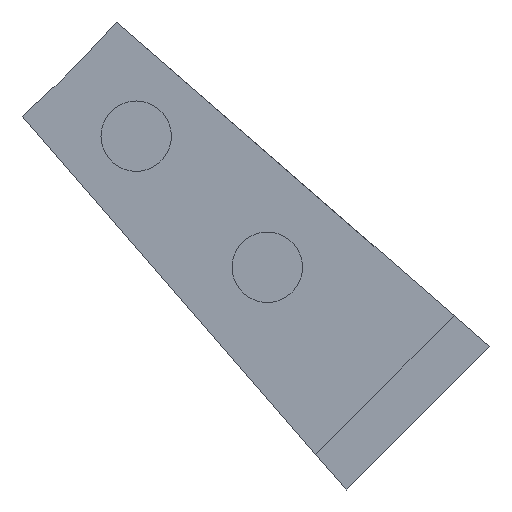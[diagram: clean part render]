
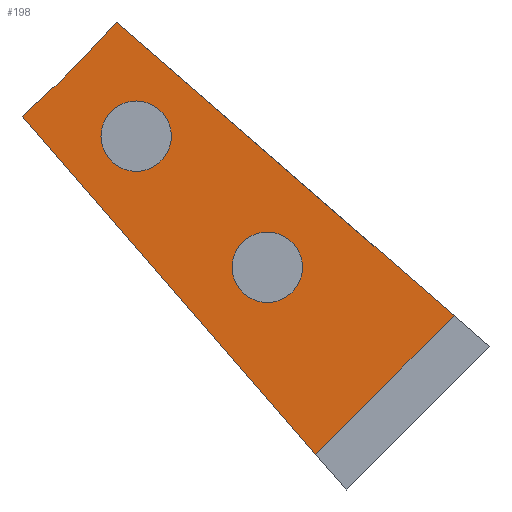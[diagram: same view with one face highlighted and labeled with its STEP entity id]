
A CAD part, front view. The second image highlights one B-rep face of the part: STEP entity #198.
In plain terms, the highlighted planar face has unit normal (0, -1, 0).
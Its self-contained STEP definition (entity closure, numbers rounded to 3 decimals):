
#19=FACE_BOUND('',#52,.T.);
#20=FACE_BOUND('',#53,.T.);
#27=CIRCLE('',#226,2.25);
#28=CIRCLE('',#228,2.25);
#29=CIRCLE('',#231,64.);
#39=FACE_OUTER_BOUND('',#51,.T.);
#51=EDGE_LOOP('',(#166,#167,#168,#169));
#52=EDGE_LOOP('',(#170));
#53=EDGE_LOOP('',(#171));
#61=LINE('',#309,#79);
#68=LINE('',#326,#86);
#73=LINE('',#344,#91);
#79=VECTOR('',#246,10.);
#86=VECTOR('',#261,10.);
#91=VECTOR('',#284,10.);
#92=VERTEX_POINT('',#298);
#97=VERTEX_POINT('',#307);
#102=VERTEX_POINT('',#323);
#103=VERTEX_POINT('',#325);
#106=VERTEX_POINT('',#336);
#107=VERTEX_POINT('',#340);
#113=EDGE_CURVE('',#97,#92,#61,.T.);
#121=EDGE_CURVE('',#102,#103,#68,.T.);
#127=EDGE_CURVE('',#106,#106,#27,.T.);
#129=EDGE_CURVE('',#107,#107,#28,.T.);
#130=EDGE_CURVE('',#103,#97,#73,.T.);
#131=EDGE_CURVE('',#92,#102,#29,.T.);
#166=ORIENTED_EDGE('',*,*,#131,.F.);
#167=ORIENTED_EDGE('',*,*,#113,.F.);
#168=ORIENTED_EDGE('',*,*,#130,.F.);
#169=ORIENTED_EDGE('',*,*,#121,.F.);
#170=ORIENTED_EDGE('',*,*,#127,.T.);
#171=ORIENTED_EDGE('',*,*,#129,.T.);
#187=PLANE('',#230);
#198=ADVANCED_FACE('',(#39,#19,#20),#187,.F.);
#226=AXIS2_PLACEMENT_3D('',#338,#275,#276);
#228=AXIS2_PLACEMENT_3D('',#342,#280,#281);
#230=AXIS2_PLACEMENT_3D('',#345,#285,#286);
#231=AXIS2_PLACEMENT_3D('',#346,#287,#288);
#246=DIRECTION('',(-0.655,0.,0.756));
#261=DIRECTION('',(0.755,0.,-0.656));
#275=DIRECTION('center_axis',(0.,1.,0.));
#276=DIRECTION('ref_axis',(-1.,0.,0.));
#280=DIRECTION('center_axis',(0.,1.,0.));
#281=DIRECTION('ref_axis',(-1.,0.,0.));
#284=DIRECTION('',(-0.707,0.,-0.707));
#285=DIRECTION('center_axis',(0.,1.,0.));
#286=DIRECTION('ref_axis',(-1.,0.,0.));
#287=DIRECTION('center_axis',(0.,-1.,0.));
#288=DIRECTION('ref_axis',(-1.,0.,0.));
#298=CARTESIAN_POINT('',(42.141,11.6,-48.135));
#307=CARTESIAN_POINT('',(60.876,11.6,-69.748));
#309=CARTESIAN_POINT('',(60.876,11.6,-69.748));
#323=CARTESIAN_POINT('',(48.149,11.6,-42.125));
#325=CARTESIAN_POINT('',(69.734,11.6,-60.89));
#326=CARTESIAN_POINT('',(43.034,11.6,-37.678));
#336=CARTESIAN_POINT('',(51.666,11.6,-49.416));
#338=CARTESIAN_POINT('Origin',(49.416,11.6,-49.416));
#340=CARTESIAN_POINT('',(60.043,11.6,-57.793));
#342=CARTESIAN_POINT('Origin',(57.793,11.6,-57.793));
#344=CARTESIAN_POINT('',(69.734,11.6,-60.89));
#345=CARTESIAN_POINT('Origin',(53.973,11.6,-53.968));
#346=CARTESIAN_POINT('Origin',(-0.017,11.6,0.017));
